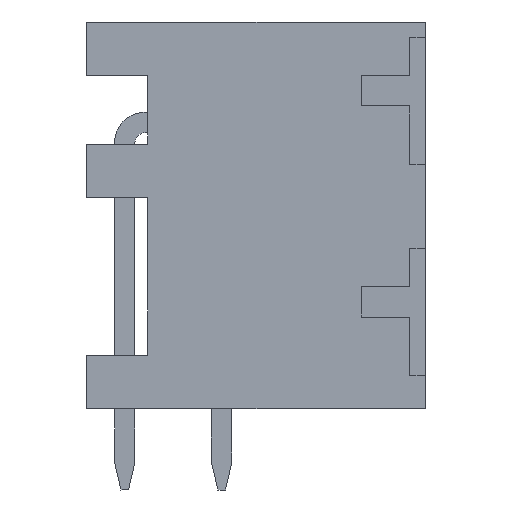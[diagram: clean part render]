
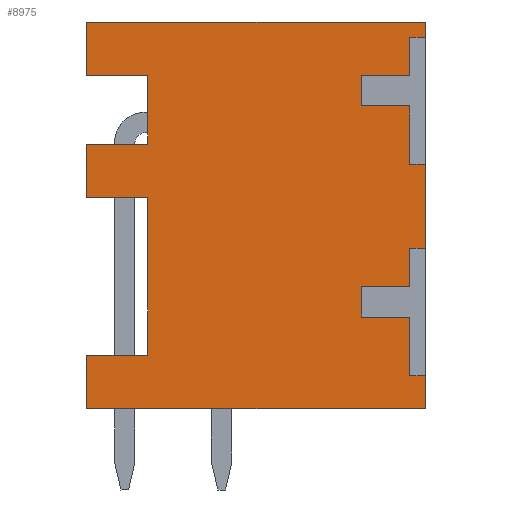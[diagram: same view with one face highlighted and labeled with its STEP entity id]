
A CAD part, left-side view. The second image highlights one B-rep face of the part: STEP entity #8975.
In plain terms, the highlighted planar face has unit normal (-1, 0, 0).
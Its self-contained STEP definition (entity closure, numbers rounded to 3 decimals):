
#8849=AXIS2_PLACEMENT_3D('Plane Axis2P3D',#8846,#8847,#8848) ;
#238=CARTESIAN_POINT('Vertex',(0.3,0.,18.4)) ;
#241=CARTESIAN_POINT('Line Origine',(0.3,0.,18.1)) ;
#245=CARTESIAN_POINT('Vertex',(0.3,0.,17.8)) ;
#266=CARTESIAN_POINT('Vertex',(0.3,0.,12.8)) ;
#269=CARTESIAN_POINT('Line Origine',(0.3,0.,11.15)) ;
#273=CARTESIAN_POINT('Vertex',(0.3,0.,9.5)) ;
#294=CARTESIAN_POINT('Vertex',(0.3,0.,4.5)) ;
#297=CARTESIAN_POINT('Line Origine',(0.3,0.,3.85)) ;
#301=CARTESIAN_POINT('Vertex',(0.3,0.,3.2)) ;
#4042=CARTESIAN_POINT('Vertex',(0.3,13.3,18.4)) ;
#4045=CARTESIAN_POINT('Line Origine',(0.3,6.65,18.4)) ;
#4139=CARTESIAN_POINT('Vertex',(0.3,13.3,16.3)) ;
#4144=CARTESIAN_POINT('Line Origine',(0.3,13.3,17.35)) ;
#4750=CARTESIAN_POINT('Vertex',(0.3,10.9,16.3)) ;
#4755=CARTESIAN_POINT('Line Origine',(0.3,12.1,16.3)) ;
#5041=CARTESIAN_POINT('Vertex',(0.3,10.9,13.6)) ;
#5046=CARTESIAN_POINT('Line Origine',(0.3,10.9,14.95)) ;
#5332=CARTESIAN_POINT('Vertex',(0.3,13.3,13.6)) ;
#5337=CARTESIAN_POINT('Line Origine',(0.3,12.1,13.6)) ;
#5618=CARTESIAN_POINT('Vertex',(0.3,13.3,11.5)) ;
#5623=CARTESIAN_POINT('Line Origine',(0.3,13.3,12.55)) ;
#6549=CARTESIAN_POINT('Vertex',(0.3,10.9,11.5)) ;
#6554=CARTESIAN_POINT('Line Origine',(0.3,12.1,11.5)) ;
#6835=CARTESIAN_POINT('Vertex',(0.3,10.9,5.3)) ;
#6840=CARTESIAN_POINT('Line Origine',(0.3,10.9,8.4)) ;
#7126=CARTESIAN_POINT('Vertex',(0.3,13.3,5.3)) ;
#7131=CARTESIAN_POINT('Line Origine',(0.3,12.1,5.3)) ;
#7412=CARTESIAN_POINT('Vertex',(0.3,13.3,3.2)) ;
#7417=CARTESIAN_POINT('Line Origine',(0.3,13.3,4.25)) ;
#8339=CARTESIAN_POINT('Line Origine',(0.3,6.65,3.2)) ;
#8846=CARTESIAN_POINT('Axis2P3D Location',(0.3,0.,0.)) ;
#8851=CARTESIAN_POINT('Line Origine',(0.3,0.3,12.8)) ;
#8855=CARTESIAN_POINT('Vertex',(0.3,0.6,12.8)) ;
#8858=CARTESIAN_POINT('Line Origine',(0.3,0.6,13.95)) ;
#8862=CARTESIAN_POINT('Vertex',(0.3,0.6,15.1)) ;
#8865=CARTESIAN_POINT('Line Origine',(0.3,1.55,15.1)) ;
#8869=CARTESIAN_POINT('Vertex',(0.3,2.5,15.1)) ;
#8872=CARTESIAN_POINT('Line Origine',(0.3,2.5,15.7)) ;
#8876=CARTESIAN_POINT('Vertex',(0.3,2.5,16.3)) ;
#8879=CARTESIAN_POINT('Line Origine',(0.3,1.55,16.3)) ;
#8883=CARTESIAN_POINT('Vertex',(0.3,0.6,16.3)) ;
#8886=CARTESIAN_POINT('Line Origine',(0.3,0.6,17.05)) ;
#8890=CARTESIAN_POINT('Vertex',(0.3,0.6,17.8)) ;
#8893=CARTESIAN_POINT('Line Origine',(0.3,0.3,17.8)) ;
#8898=CARTESIAN_POINT('Line Origine',(0.3,0.3,4.5)) ;
#8902=CARTESIAN_POINT('Vertex',(0.3,0.6,4.5)) ;
#8905=CARTESIAN_POINT('Line Origine',(0.3,0.6,5.65)) ;
#8909=CARTESIAN_POINT('Vertex',(0.3,0.6,6.8)) ;
#8912=CARTESIAN_POINT('Line Origine',(0.3,1.55,6.8)) ;
#8916=CARTESIAN_POINT('Vertex',(0.3,2.5,6.8)) ;
#8919=CARTESIAN_POINT('Line Origine',(0.3,2.5,7.4)) ;
#8923=CARTESIAN_POINT('Vertex',(0.3,2.5,8.)) ;
#8926=CARTESIAN_POINT('Line Origine',(0.3,1.55,8.)) ;
#8930=CARTESIAN_POINT('Vertex',(0.3,0.6,8.)) ;
#8933=CARTESIAN_POINT('Line Origine',(0.3,0.6,8.75)) ;
#8937=CARTESIAN_POINT('Vertex',(0.3,0.6,9.5)) ;
#8940=CARTESIAN_POINT('Line Origine',(0.3,0.3,9.5)) ;
#242=DIRECTION('Vector Direction',(0.,0.,-1.)) ;
#270=DIRECTION('Vector Direction',(0.,0.,-1.)) ;
#298=DIRECTION('Vector Direction',(0.,0.,-1.)) ;
#4046=DIRECTION('Vector Direction',(0.,-1.,0.)) ;
#4145=DIRECTION('Vector Direction',(0.,0.,1.)) ;
#4756=DIRECTION('Vector Direction',(0.,1.,0.)) ;
#5047=DIRECTION('Vector Direction',(0.,0.,1.)) ;
#5338=DIRECTION('Vector Direction',(0.,-1.,0.)) ;
#5624=DIRECTION('Vector Direction',(0.,0.,1.)) ;
#6555=DIRECTION('Vector Direction',(0.,1.,0.)) ;
#6841=DIRECTION('Vector Direction',(0.,0.,1.)) ;
#7132=DIRECTION('Vector Direction',(0.,-1.,0.)) ;
#7418=DIRECTION('Vector Direction',(0.,0.,1.)) ;
#8340=DIRECTION('Vector Direction',(0.,1.,0.)) ;
#8847=DIRECTION('Axis2P3D Direction',(-1.,0.,0.)) ;
#8848=DIRECTION('Axis2P3D XDirection',(0.,-1.,0.)) ;
#8852=DIRECTION('Vector Direction',(0.,1.,0.)) ;
#8859=DIRECTION('Vector Direction',(0.,0.,1.)) ;
#8866=DIRECTION('Vector Direction',(0.,1.,0.)) ;
#8873=DIRECTION('Vector Direction',(0.,0.,1.)) ;
#8880=DIRECTION('Vector Direction',(0.,-1.,0.)) ;
#8887=DIRECTION('Vector Direction',(0.,0.,1.)) ;
#8894=DIRECTION('Vector Direction',(0.,-1.,0.)) ;
#8899=DIRECTION('Vector Direction',(0.,1.,0.)) ;
#8906=DIRECTION('Vector Direction',(0.,0.,1.)) ;
#8913=DIRECTION('Vector Direction',(0.,1.,0.)) ;
#8920=DIRECTION('Vector Direction',(0.,0.,1.)) ;
#8927=DIRECTION('Vector Direction',(0.,-1.,0.)) ;
#8934=DIRECTION('Vector Direction',(0.,0.,1.)) ;
#8941=DIRECTION('Vector Direction',(0.,-1.,0.)) ;
#243=VECTOR('Line Direction',#242,1.) ;
#271=VECTOR('Line Direction',#270,1.) ;
#299=VECTOR('Line Direction',#298,1.) ;
#4047=VECTOR('Line Direction',#4046,1.) ;
#4146=VECTOR('Line Direction',#4145,1.) ;
#4757=VECTOR('Line Direction',#4756,1.) ;
#5048=VECTOR('Line Direction',#5047,1.) ;
#5339=VECTOR('Line Direction',#5338,1.) ;
#5625=VECTOR('Line Direction',#5624,1.) ;
#6556=VECTOR('Line Direction',#6555,1.) ;
#6842=VECTOR('Line Direction',#6841,1.) ;
#7133=VECTOR('Line Direction',#7132,1.) ;
#7419=VECTOR('Line Direction',#7418,1.) ;
#8341=VECTOR('Line Direction',#8340,1.) ;
#8853=VECTOR('Line Direction',#8852,1.) ;
#8860=VECTOR('Line Direction',#8859,1.) ;
#8867=VECTOR('Line Direction',#8866,1.) ;
#8874=VECTOR('Line Direction',#8873,1.) ;
#8881=VECTOR('Line Direction',#8880,1.) ;
#8888=VECTOR('Line Direction',#8887,1.) ;
#8895=VECTOR('Line Direction',#8894,1.) ;
#8900=VECTOR('Line Direction',#8899,1.) ;
#8907=VECTOR('Line Direction',#8906,1.) ;
#8914=VECTOR('Line Direction',#8913,1.) ;
#8921=VECTOR('Line Direction',#8920,1.) ;
#8928=VECTOR('Line Direction',#8927,1.) ;
#8935=VECTOR('Line Direction',#8934,1.) ;
#8942=VECTOR('Line Direction',#8941,1.) ;
#8946=ORIENTED_EDGE('',*,*,#275,.T.) ;
#8947=ORIENTED_EDGE('',*,*,#8857,.F.) ;
#8948=ORIENTED_EDGE('',*,*,#8864,.F.) ;
#8949=ORIENTED_EDGE('',*,*,#8871,.F.) ;
#8950=ORIENTED_EDGE('',*,*,#8878,.F.) ;
#8951=ORIENTED_EDGE('',*,*,#8885,.F.) ;
#8952=ORIENTED_EDGE('',*,*,#8892,.F.) ;
#8953=ORIENTED_EDGE('',*,*,#8897,.F.) ;
#8954=ORIENTED_EDGE('',*,*,#247,.T.) ;
#8955=ORIENTED_EDGE('',*,*,#4049,.T.) ;
#8956=ORIENTED_EDGE('',*,*,#4148,.T.) ;
#8957=ORIENTED_EDGE('',*,*,#4759,.T.) ;
#8958=ORIENTED_EDGE('',*,*,#5050,.T.) ;
#8959=ORIENTED_EDGE('',*,*,#5341,.T.) ;
#8960=ORIENTED_EDGE('',*,*,#5627,.T.) ;
#8961=ORIENTED_EDGE('',*,*,#6558,.T.) ;
#8962=ORIENTED_EDGE('',*,*,#6844,.T.) ;
#8963=ORIENTED_EDGE('',*,*,#7135,.T.) ;
#8964=ORIENTED_EDGE('',*,*,#7421,.T.) ;
#8965=ORIENTED_EDGE('',*,*,#8343,.T.) ;
#8966=ORIENTED_EDGE('',*,*,#303,.T.) ;
#8967=ORIENTED_EDGE('',*,*,#8904,.F.) ;
#8968=ORIENTED_EDGE('',*,*,#8911,.F.) ;
#8969=ORIENTED_EDGE('',*,*,#8918,.F.) ;
#8970=ORIENTED_EDGE('',*,*,#8925,.F.) ;
#8971=ORIENTED_EDGE('',*,*,#8932,.F.) ;
#8972=ORIENTED_EDGE('',*,*,#8939,.F.) ;
#8973=ORIENTED_EDGE('',*,*,#8944,.F.) ;
#8975=ADVANCED_FACE('HOUSING',(#8974),#8850,.T.) ;
#247=EDGE_CURVE('',#246,#239,#244,.F.) ;
#275=EDGE_CURVE('',#274,#267,#272,.F.) ;
#303=EDGE_CURVE('',#302,#295,#300,.F.) ;
#4049=EDGE_CURVE('',#239,#4043,#4048,.F.) ;
#4148=EDGE_CURVE('',#4043,#4140,#4147,.F.) ;
#4759=EDGE_CURVE('',#4140,#4751,#4758,.F.) ;
#5050=EDGE_CURVE('',#4751,#5042,#5049,.F.) ;
#5341=EDGE_CURVE('',#5042,#5333,#5340,.F.) ;
#5627=EDGE_CURVE('',#5333,#5619,#5626,.F.) ;
#6558=EDGE_CURVE('',#5619,#6550,#6557,.F.) ;
#6844=EDGE_CURVE('',#6550,#6836,#6843,.F.) ;
#7135=EDGE_CURVE('',#6836,#7127,#7134,.F.) ;
#7421=EDGE_CURVE('',#7127,#7413,#7420,.F.) ;
#8343=EDGE_CURVE('',#7413,#302,#8342,.F.) ;
#8857=EDGE_CURVE('',#8856,#267,#8854,.F.) ;
#8864=EDGE_CURVE('',#8863,#8856,#8861,.F.) ;
#8871=EDGE_CURVE('',#8870,#8863,#8868,.F.) ;
#8878=EDGE_CURVE('',#8877,#8870,#8875,.F.) ;
#8885=EDGE_CURVE('',#8884,#8877,#8882,.F.) ;
#8892=EDGE_CURVE('',#8891,#8884,#8889,.F.) ;
#8897=EDGE_CURVE('',#246,#8891,#8896,.F.) ;
#8904=EDGE_CURVE('',#8903,#295,#8901,.F.) ;
#8911=EDGE_CURVE('',#8910,#8903,#8908,.F.) ;
#8918=EDGE_CURVE('',#8917,#8910,#8915,.F.) ;
#8925=EDGE_CURVE('',#8924,#8917,#8922,.F.) ;
#8932=EDGE_CURVE('',#8931,#8924,#8929,.F.) ;
#8939=EDGE_CURVE('',#8938,#8931,#8936,.F.) ;
#8944=EDGE_CURVE('',#274,#8938,#8943,.F.) ;
#8945=EDGE_LOOP('',(#8946,#8947,#8948,#8949,#8950,#8951,#8952,#8953,#8954,#8955,#8956,#8957,#8958,#8959,#8960,#8961,#8962,#8963,#8964,#8965,#8966,#8967,#8968,#8969,#8970,#8971,#8972,#8973)) ;
#8974=FACE_OUTER_BOUND('',#8945,.T.) ;
#244=LINE('Line',#241,#243) ;
#272=LINE('Line',#269,#271) ;
#300=LINE('Line',#297,#299) ;
#4048=LINE('Line',#4045,#4047) ;
#4147=LINE('Line',#4144,#4146) ;
#4758=LINE('Line',#4755,#4757) ;
#5049=LINE('Line',#5046,#5048) ;
#5340=LINE('Line',#5337,#5339) ;
#5626=LINE('Line',#5623,#5625) ;
#6557=LINE('Line',#6554,#6556) ;
#6843=LINE('Line',#6840,#6842) ;
#7134=LINE('Line',#7131,#7133) ;
#7420=LINE('Line',#7417,#7419) ;
#8342=LINE('Line',#8339,#8341) ;
#8854=LINE('Line',#8851,#8853) ;
#8861=LINE('Line',#8858,#8860) ;
#8868=LINE('Line',#8865,#8867) ;
#8875=LINE('Line',#8872,#8874) ;
#8882=LINE('Line',#8879,#8881) ;
#8889=LINE('Line',#8886,#8888) ;
#8896=LINE('Line',#8893,#8895) ;
#8901=LINE('Line',#8898,#8900) ;
#8908=LINE('Line',#8905,#8907) ;
#8915=LINE('Line',#8912,#8914) ;
#8922=LINE('Line',#8919,#8921) ;
#8929=LINE('Line',#8926,#8928) ;
#8936=LINE('Line',#8933,#8935) ;
#8943=LINE('Line',#8940,#8942) ;
#8850=PLANE('',#8849) ;
#239=VERTEX_POINT('',#238) ;
#246=VERTEX_POINT('',#245) ;
#267=VERTEX_POINT('',#266) ;
#274=VERTEX_POINT('',#273) ;
#295=VERTEX_POINT('',#294) ;
#302=VERTEX_POINT('',#301) ;
#4043=VERTEX_POINT('',#4042) ;
#4140=VERTEX_POINT('',#4139) ;
#4751=VERTEX_POINT('',#4750) ;
#5042=VERTEX_POINT('',#5041) ;
#5333=VERTEX_POINT('',#5332) ;
#5619=VERTEX_POINT('',#5618) ;
#6550=VERTEX_POINT('',#6549) ;
#6836=VERTEX_POINT('',#6835) ;
#7127=VERTEX_POINT('',#7126) ;
#7413=VERTEX_POINT('',#7412) ;
#8856=VERTEX_POINT('',#8855) ;
#8863=VERTEX_POINT('',#8862) ;
#8870=VERTEX_POINT('',#8869) ;
#8877=VERTEX_POINT('',#8876) ;
#8884=VERTEX_POINT('',#8883) ;
#8891=VERTEX_POINT('',#8890) ;
#8903=VERTEX_POINT('',#8902) ;
#8910=VERTEX_POINT('',#8909) ;
#8917=VERTEX_POINT('',#8916) ;
#8924=VERTEX_POINT('',#8923) ;
#8931=VERTEX_POINT('',#8930) ;
#8938=VERTEX_POINT('',#8937) ;
